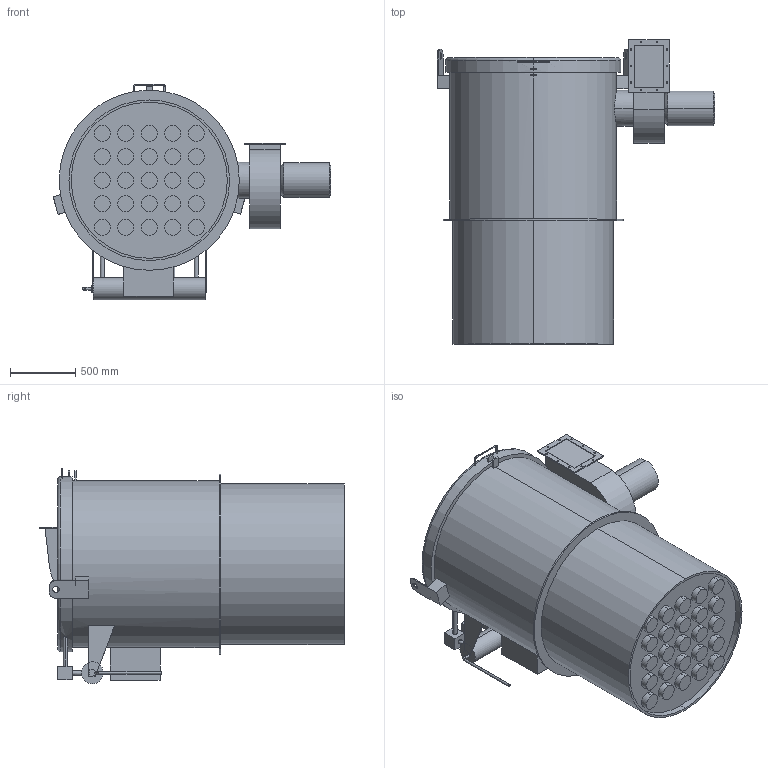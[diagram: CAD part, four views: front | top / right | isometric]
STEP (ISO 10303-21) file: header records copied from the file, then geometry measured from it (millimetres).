
FILE_DESCRIPTION (( 'STEP AP203' ), '1' );
FILE_NAME ('EMJET20 warmup.STEP', '2022-08-01T12:59:47', ( '' ), ( '' ), 'SwSTEP 2.0', 'SolidWorks 2017', '' );
FILE_SCHEMA (( 'CONFIG_CONTROL_DESIGN' ));
Length unit declared in the file: millimetre
Products named in the file (1): EMJET20 warmup
Bounding box: 2125.45 x 2330.05 x 1649.71 mm (x, y, z)
Volume: 2882337329.2 mm3; surface area: 16719471 mm2
Topology: 5 solids, 6 shells, 279 faces, 649 edges, 424 vertices
Faces by surface type: plane 138, cylinder 129, torus 8, cone 4
Entity records: 9456 total; most frequent: CARTESIAN_POINT 2717, DIRECTION 1451, ORIENTED_EDGE 1298, EDGE_CURVE 649, AXIS2_PLACEMENT_3D 550, VERTEX_POINT 424, EDGE_LOOP 359, LINE 351
